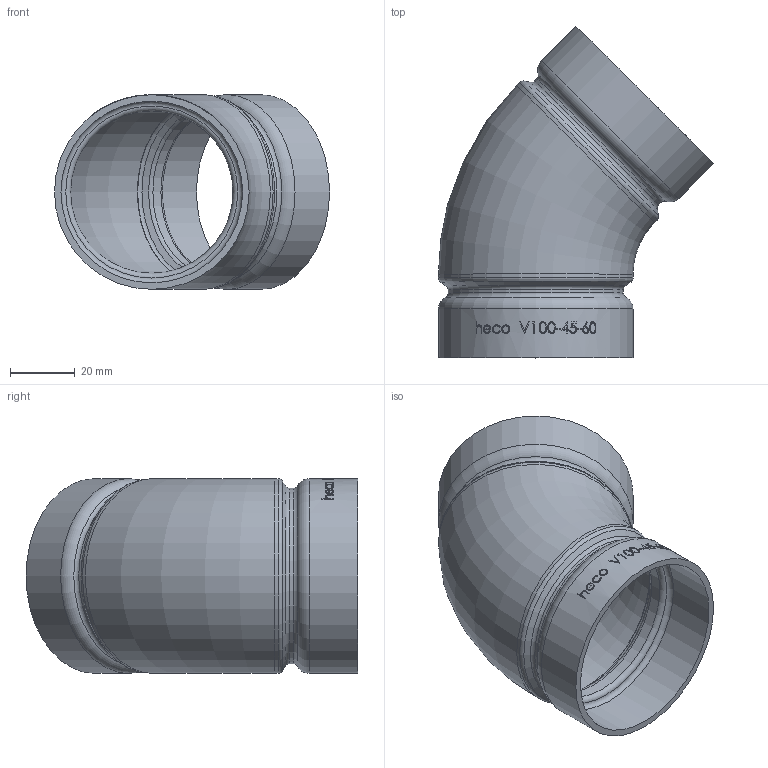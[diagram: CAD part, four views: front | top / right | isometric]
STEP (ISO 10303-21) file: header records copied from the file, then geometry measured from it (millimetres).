
FILE_DESCRIPTION (( 'STEP AP214' ), '1' );
FILE_NAME ('V100-45-060-x Typ E491 DN50 200 Ø60,3 1812.STEP', '2018-12-13T12:48:44', ( '' ), ( '' ), 'SwSTEP 2.0', 'SolidWorks 2016', '' );
FILE_SCHEMA (( 'AUTOMOTIVE_DESIGN' ));
Length unit declared in the file: inch
Products named in the file (1): V100-45-060-x Typ E491 DN50 200 Ø60,3 1812
Bounding box: 85.26 x 102.85 x 60.35 mm (x, y, z)
Volume: 35862.5 mm3; surface area: 36352 mm2
Topology: 1 solids, 1 shells, 192 faces, 488 edges, 319 vertices
Faces by surface type: bspline 94, plane 43, cylinder 33, torus 18, cone 4
Full cylindrical faces by diameter (mm): 50.333 x2, 54.331 x2, 56.327 x4, 60.325 x4
Entity records: 20850 total; most frequent: CARTESIAN_POINT 15242, ORIENTED_EDGE 882, EDGE_CURVE 441, DIRECTION 429, VERTEX_POINT 306, B_SPLINE_CURVE_WITH_KNOTS 294, EDGE_LOOP 249, FACE_OUTER_BOUND 222
